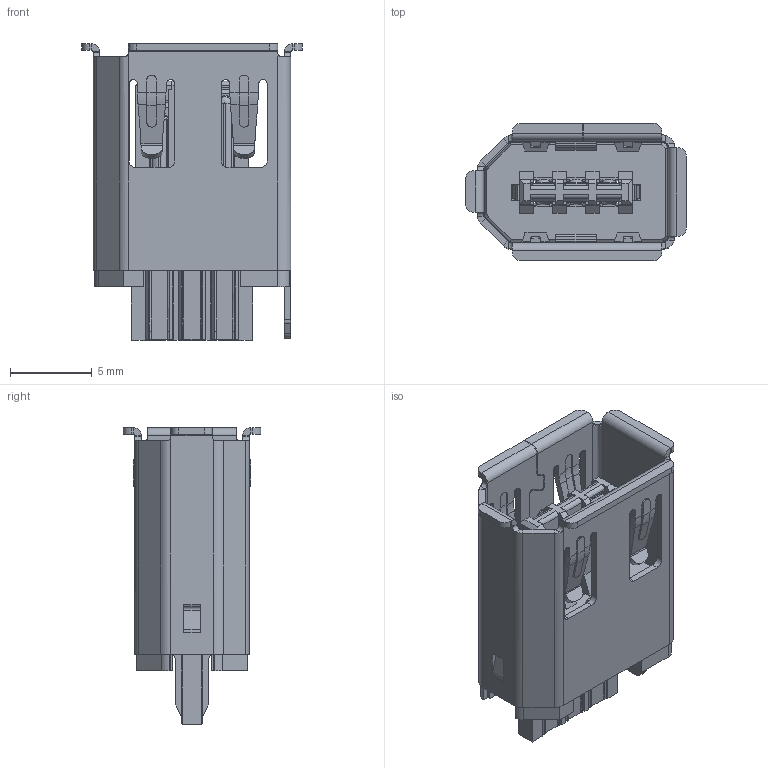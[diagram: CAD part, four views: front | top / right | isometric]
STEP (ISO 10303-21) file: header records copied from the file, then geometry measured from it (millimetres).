
FILE_DESCRIPTION( ('This file contains a STEP AP42 implementation' ,'as created by ZW3D STEP Interface translator.') ,'2;1' );
FILE_NAME( '6130-06MHXXXXNA1.stp' ,'231024.161347', (''), ('ZWCAD Software Co.'), 'Version 1.0', 'ZW3D to STEP translator', '' );
FILE_SCHEMA(('AUTOMOTIVE_DESIGN { 1 0 10303 214 1 1 1 1 }'));
Length unit declared in the file: millimetre
Products named in the file (2): 0; 6130-06MHXXXXNA1 爾盄Molding倰
Bounding box: 13.5 x 8.4 x 18.14 mm (x, y, z)
Volume: 573.3 mm3; surface area: 2110 mm2
Topology: 1 solids, 7 shells, 1602 faces, 4543 edges, 2902 vertices
Faces by surface type: plane 1016, cylinder 365, bspline 197, cone 24
Entity records: 55027 total; most frequent: CARTESIAN_POINT 12319, ORIENTED_EDGE 9110, DIRECTION 7932, EDGE_CURVE 4543, VECTOR 3476, LINE 3476, VERTEX_POINT 2902, AXIS2_PLACEMENT_3D 2228
